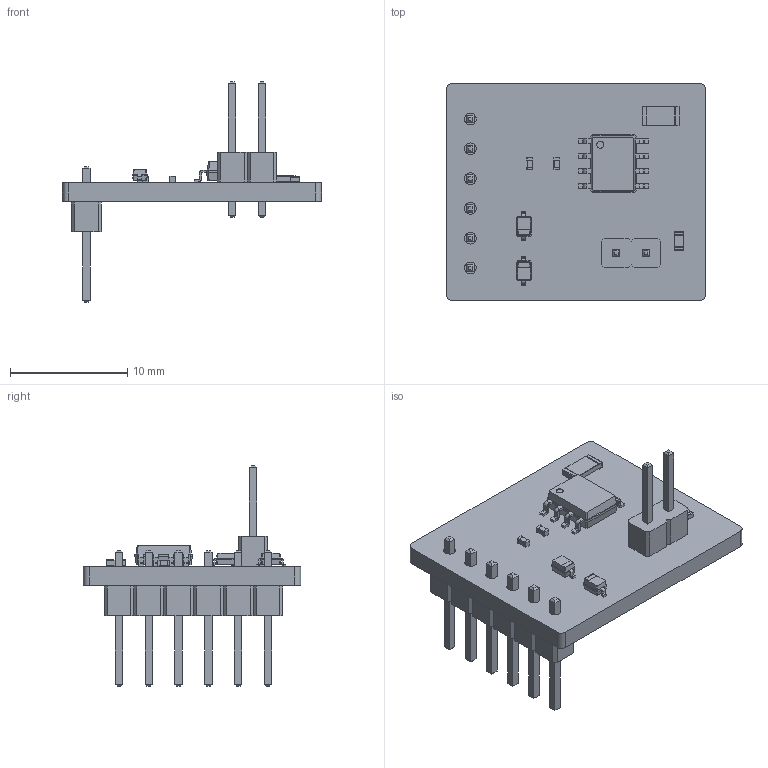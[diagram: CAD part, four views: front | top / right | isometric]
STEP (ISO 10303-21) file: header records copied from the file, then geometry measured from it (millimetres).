
FILE_DESCRIPTION(('KiCad electronic assembly'),'2;1');
FILE_NAME('SDM-CAN-23-v1.step','2022-10-20T17:20:29',('Pcbnew'),('Kicad' ),'Open CASCADE STEP processor 7.6','KiCad to STEP converter', 'Unknown');
FILE_SCHEMA(('AUTOMOTIVE_DESIGN { 1 0 10303 214 1 1 1 1 }'));
Length unit declared in the file: millimetre
Products named in the file (16): SDM-CAN-23-v1 1; PinHeader_1x02_P2.54mm_Vertical; SOLID; C_0402_1005Metric; R_1206_3216Metric; D_SOD-323; SOIC-8_3.9x4.9mm_P1.27mm; R_0603_1608Metric; PinHeader_1x06_P2.54mm_Vertical; can_board PCB
Assembly tree (17 placements, depth 3):
  SDM-CAN-23-v1 1
    PinHeader_1x02_P2.54mm_Vertical
      SOLID
    C_0402_1005Metric  x2
      SOLID
    R_1206_3216Metric
      SOLID
    D_SOD-323  x2
      SOLID
    SOIC-8_3.9x4.9mm_P1.27mm
      SOLID
    R_0603_1608Metric
      SOLID
    PinHeader_1x06_P2.54mm_Vertical
      SOLID
    can_board PCB
Bounding box: 22.1 x 18.54 x 18.78 mm (x, y, z)
Volume: 840.5 mm3; surface area: 1513.9 mm2
Topology: 10 solids, 10 shells, 616 faces, 1519 edges, 946 vertices
Faces by surface type: bspline 598, cylinder 12, plane 6
Full cylindrical faces by diameter (mm): 1 x8
Entity records: 32490 total; most frequent: CARTESIAN_POINT 11450, B_SPLINE_CURVE_WITH_KNOTS 3453, ORIENTED_EDGE 2582, PCURVE 2582, DEFINITIONAL_REPRESENTATION 2582, EDGE_CURVE 1291, SURFACE_CURVE 1282, VERTEX_POINT 806
